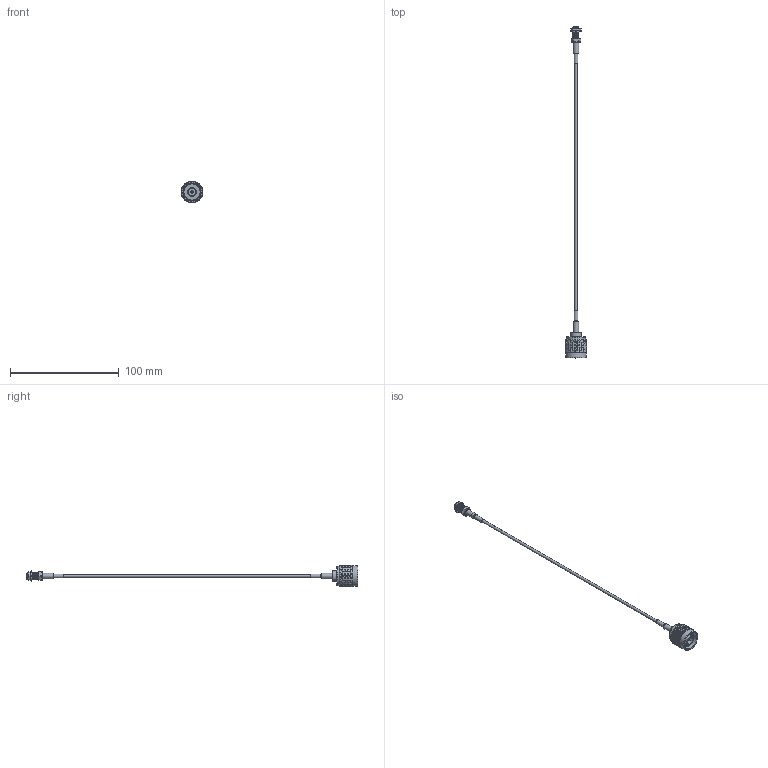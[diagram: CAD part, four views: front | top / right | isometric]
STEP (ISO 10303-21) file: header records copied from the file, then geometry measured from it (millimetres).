
FILE_DESCRIPTION(/* description */ ('Unknown'),/* implementation_level */ '2;1');
FILE_NAME(/* name */ '65507011630501',/* time_stamp */ '2022-04-21T10:47:23+02:00',/* author */ ('Unknown'),/* organization */ ('Unknown'),/* preprocessor_version */ 'ST-DEVELOPER v16.7',/* originating_system */ 'Solid Edge',/* authorisation */ 'Unknown');
FILE_SCHEMA (('AUTOMOTIVE_DESIGN {1 0 10303 214 3 1 1}'));
Products named in the file (1): 65507011630501
Bounding box: 20 x 304.8 x 19.98 mm (x, y, z)
Volume: 7740.7 mm3; surface area: 14731.2 mm2
Topology: 22 solids, 22 shells, 3937 faces, 8055 edges, 4191 vertices
Faces by surface type: bspline 2766, cylinder 839, plane 263, cone 50, torus 19
Full cylindrical faces by diameter (mm): 0.52 x1, 0.6 x3, 0.9 x1, 0.95 x2, 1.27 x2, 1.3 x1, 1.43 x1, 1.53 x1, 1.6 x1, 1.65 x1, 1.7 x1, 1.8 x1, 2 x1, 2.1 x3, 2.15 x1, 2.5 x1, 2.55 x1, 2.6 x3, 3.15 x1, 3.2 x2, 3.5 x1, 3.52 x1, 3.6 x2, 3.7 x1, 3.8 x2, 3.9 x3, 4.1 x3, 4.14 x1, 4.5 x2, 4.65 x1
Entity records: 163439 total; most frequent: CARTESIAN_POINT 112045, ORIENTED_EDGE 15746, EDGE_CURVE 7873, VERTEX_POINT 4135, FACE_BOUND 4118, EDGE_LOOP 4116, ADVANCED_FACE 3935, DIRECTION 3762
